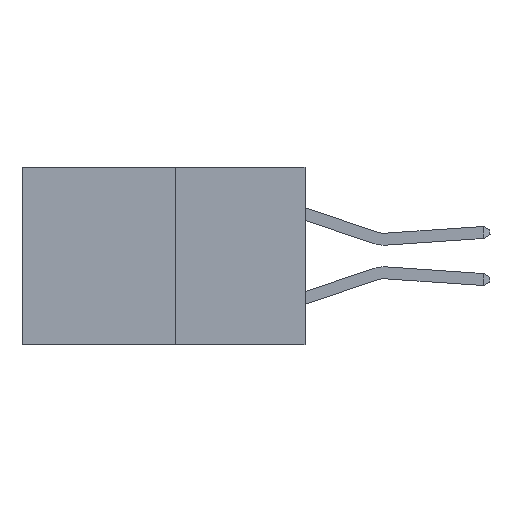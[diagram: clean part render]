
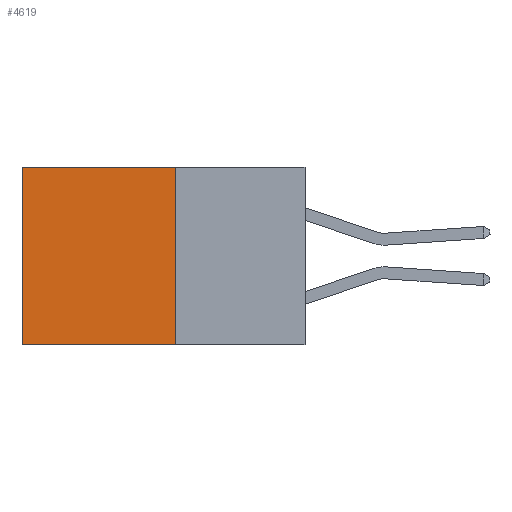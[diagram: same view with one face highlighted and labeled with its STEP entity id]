
A CAD part, left-side view. The second image highlights one B-rep face of the part: STEP entity #4619.
In plain terms, the highlighted planar face has unit normal (-1, 0, 0).
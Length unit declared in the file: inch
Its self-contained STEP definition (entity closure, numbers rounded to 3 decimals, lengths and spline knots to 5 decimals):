
#183 = CARTESIAN_POINT ( 'NONE',  ( 0.277, 0.59, -0.37 ) ) ;
#486 = VECTOR ( 'NONE', #4019, 39.37008 ) ;
#619 = CARTESIAN_POINT ( 'NONE',  ( 0.277, 0.27, -0.37 ) ) ;
#1096 = EDGE_CURVE ( 'NONE', #5855, #14311, #9062, .T. ) ;
#1247 = DIRECTION ( 'NONE',  ( 0., 0., -1. ) ) ;
#1713 = AXIS2_PLACEMENT_3D ( 'NONE', #619, #16460, #16455 ) ;
#2053 = VECTOR ( 'NONE', #3481, 39.37008 ) ;
#2546 = CARTESIAN_POINT ( 'NONE',  ( 0.277, 0.27, -0.37 ) ) ;
#2599 = EDGE_CURVE ( 'NONE', #4042, #5855, #15866, .T. ) ;
#3443 = LINE ( 'NONE', #11640, #6971 ) ;
#3481 = DIRECTION ( 'NONE',  ( 0., 1., 0. ) ) ;
#3744 = CARTESIAN_POINT ( 'NONE',  ( 0.277, 0.27, -0.37 ) ) ;
#4019 = DIRECTION ( 'NONE',  ( 0., 1., 0. ) ) ;
#4042 = VERTEX_POINT ( 'NONE', #7879 ) ;
#4217 = CARTESIAN_POINT ( 'NONE',  ( 0.277, 0.59, -0.37 ) ) ;
#4225 = VERTEX_POINT ( 'NONE', #2546 ) ;
#4619 = ADVANCED_FACE ( 'NONE', ( #15232 ), #16488, .F. ) ;
#4861 = ORIENTED_EDGE ( 'NONE', *, *, #2599, .T. ) ;
#5362 = EDGE_LOOP ( 'NONE', ( #7119, #7261, #14502, #4861 ) ) ;
#5625 = VECTOR ( 'NONE', #1247, 39.37008 ) ;
#5855 = VERTEX_POINT ( 'NONE', #6664 ) ;
#6007 = EDGE_CURVE ( 'NONE', #4225, #14311, #11027, .T. ) ;
#6664 = CARTESIAN_POINT ( 'NONE',  ( 0.277, 0.59, 0. ) ) ;
#6971 = VECTOR ( 'NONE', #16717, 39.37008 ) ;
#7119 = ORIENTED_EDGE ( 'NONE', *, *, #1096, .T. ) ;
#7261 = ORIENTED_EDGE ( 'NONE', *, *, #6007, .F. ) ;
#7879 = CARTESIAN_POINT ( 'NONE',  ( 0.277, 0.27, 0. ) ) ;
#8753 = CARTESIAN_POINT ( 'NONE',  ( 0.277, 0.27, 0. ) ) ;
#9062 = LINE ( 'NONE', #4217, #5625 ) ;
#11027 = LINE ( 'NONE', #3744, #486 ) ;
#11640 = CARTESIAN_POINT ( 'NONE',  ( 0.277, 0.27, -0.37 ) ) ;
#14311 = VERTEX_POINT ( 'NONE', #183 ) ;
#14502 = ORIENTED_EDGE ( 'NONE', *, *, #15347, .F. ) ;
#15232 = FACE_OUTER_BOUND ( 'NONE', #5362, .T. ) ;
#15347 = EDGE_CURVE ( 'NONE', #4042, #4225, #3443, .T. ) ;
#15866 = LINE ( 'NONE', #8753, #2053 ) ;
#16455 = DIRECTION ( 'NONE',  ( 0., 0., -1. ) ) ;
#16460 = DIRECTION ( 'NONE',  ( 1., 0., 0. ) ) ;
#16488 = PLANE ( 'NONE',  #1713 ) ;
#16717 = DIRECTION ( 'NONE',  ( 0., 0., -1. ) ) ;
